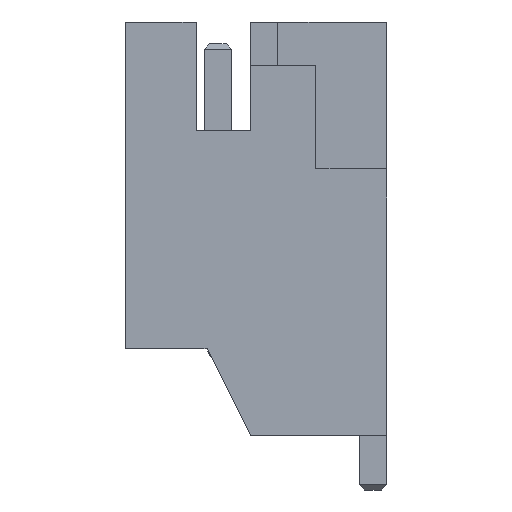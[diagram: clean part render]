
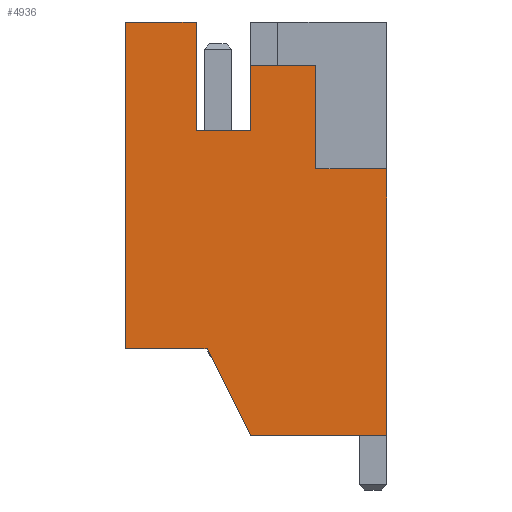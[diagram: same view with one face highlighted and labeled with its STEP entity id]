
A CAD part, left-side view. The second image highlights one B-rep face of the part: STEP entity #4936.
In plain terms, the highlighted planar face has unit normal (-1, 0, 0).
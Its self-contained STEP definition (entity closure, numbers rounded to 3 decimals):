
#150=FACE_OUTER_BOUND('',#426,.T.);
#426=EDGE_LOOP('',(#3333,#3334,#3335,#3336,#3337,#3338,#3339,#3340,#3341,
#3342,#3343,#3344));
#699=LINE('',#6878,#1367);
#703=LINE('',#6885,#1371);
#709=LINE('',#6899,#1377);
#734=LINE('',#6948,#1402);
#760=LINE('',#7000,#1428);
#766=LINE('',#7011,#1434);
#768=LINE('',#7015,#1436);
#770=LINE('',#7018,#1438);
#771=LINE('',#7022,#1439);
#772=LINE('',#7024,#1440);
#773=LINE('',#7026,#1441);
#774=LINE('',#7027,#1442);
#1367=VECTOR('',#5542,10.);
#1371=VECTOR('',#5548,10.);
#1377=VECTOR('',#5558,10.);
#1402=VECTOR('',#5593,10.);
#1428=VECTOR('',#5631,10.);
#1434=VECTOR('',#5639,10.);
#1436=VECTOR('',#5643,10.);
#1438=VECTOR('',#5647,10.);
#1439=VECTOR('',#5652,10.);
#1440=VECTOR('',#5653,10.);
#1441=VECTOR('',#5654,10.);
#1442=VECTOR('',#5655,10.);
#2035=VERTEX_POINT('',#6875);
#2036=VERTEX_POINT('',#6877);
#2038=VERTEX_POINT('',#6883);
#2044=VERTEX_POINT('',#6898);
#2063=VERTEX_POINT('',#6946);
#2082=VERTEX_POINT('',#6997);
#2083=VERTEX_POINT('',#6999);
#2087=VERTEX_POINT('',#7009);
#2088=VERTEX_POINT('',#7013);
#2089=VERTEX_POINT('',#7021);
#2090=VERTEX_POINT('',#7023);
#2091=VERTEX_POINT('',#7025);
#2499=EDGE_CURVE('',#2036,#2035,#699,.T.);
#2503=EDGE_CURVE('',#2035,#2038,#703,.T.);
#2509=EDGE_CURVE('',#2044,#2036,#709,.T.);
#2534=EDGE_CURVE('',#2038,#2063,#734,.T.);
#2560=EDGE_CURVE('',#2083,#2082,#760,.T.);
#2566=EDGE_CURVE('',#2082,#2087,#766,.T.);
#2568=EDGE_CURVE('',#2087,#2088,#768,.T.);
#2570=EDGE_CURVE('',#2088,#2044,#770,.T.);
#2571=EDGE_CURVE('',#2063,#2089,#771,.T.);
#2572=EDGE_CURVE('',#2089,#2090,#772,.T.);
#2573=EDGE_CURVE('',#2090,#2091,#773,.T.);
#2574=EDGE_CURVE('',#2091,#2083,#774,.T.);
#3333=ORIENTED_EDGE('',*,*,#2503,.T.);
#3334=ORIENTED_EDGE('',*,*,#2534,.T.);
#3335=ORIENTED_EDGE('',*,*,#2571,.T.);
#3336=ORIENTED_EDGE('',*,*,#2572,.T.);
#3337=ORIENTED_EDGE('',*,*,#2573,.T.);
#3338=ORIENTED_EDGE('',*,*,#2574,.T.);
#3339=ORIENTED_EDGE('',*,*,#2560,.T.);
#3340=ORIENTED_EDGE('',*,*,#2566,.T.);
#3341=ORIENTED_EDGE('',*,*,#2568,.T.);
#3342=ORIENTED_EDGE('',*,*,#2570,.T.);
#3343=ORIENTED_EDGE('',*,*,#2509,.T.);
#3344=ORIENTED_EDGE('',*,*,#2499,.T.);
#4688=PLANE('',#5223);
#4936=ADVANCED_FACE('',(#150),#4688,.T.);
#5223=AXIS2_PLACEMENT_3D('',#7020,#5650,#5651);
#5542=DIRECTION('',(0.,1.,0.));
#5548=DIRECTION('',(0.,0.,1.));
#5558=DIRECTION('',(0.,0.,-1.));
#5593=DIRECTION('',(0.,1.,0.));
#5631=DIRECTION('',(0.,0.,1.));
#5639=DIRECTION('',(0.,1.,0.));
#5643=DIRECTION('',(0.,0.,1.));
#5647=DIRECTION('',(0.,1.,0.));
#5650=DIRECTION('center_axis',(-1.,0.,0.));
#5651=DIRECTION('ref_axis',(0.,0.,1.));
#5652=DIRECTION('',(0.,0.,-1.));
#5653=DIRECTION('',(0.,-1.,0.));
#5654=DIRECTION('',(0.,-0.447,-0.894));
#5655=DIRECTION('',(0.,-1.,0.));
#6875=CARTESIAN_POINT('',(-8.95,3.5,-2.));
#6877=CARTESIAN_POINT('',(-8.95,2.5,-2.));
#6878=CARTESIAN_POINT('',(-8.95,2.95,-2.));
#6883=CARTESIAN_POINT('',(-8.95,3.5,0.));
#6885=CARTESIAN_POINT('',(-8.95,3.5,-1.5));
#6898=CARTESIAN_POINT('',(-8.95,2.5,-0.8));
#6899=CARTESIAN_POINT('',(-8.95,2.5,-2.5));
#6946=CARTESIAN_POINT('',(-8.95,4.8,0.));
#6948=CARTESIAN_POINT('',(-8.95,0.,0.));
#6997=CARTESIAN_POINT('',(-8.95,0.,-2.7));
#6999=CARTESIAN_POINT('',(-8.95,0.,-7.6));
#7000=CARTESIAN_POINT('',(-8.95,0.,-7.6));
#7009=CARTESIAN_POINT('',(-8.95,1.3,-2.7));
#7011=CARTESIAN_POINT('',(-8.95,1.85,-2.7));
#7013=CARTESIAN_POINT('',(-8.95,1.3,-0.8));
#7015=CARTESIAN_POINT('',(-8.95,1.3,-1.9));
#7018=CARTESIAN_POINT('',(-8.95,2.45,-0.8));
#7020=CARTESIAN_POINT('Origin',(-8.95,2.4,-3.));
#7021=CARTESIAN_POINT('',(-8.95,4.8,-6.));
#7022=CARTESIAN_POINT('',(-8.95,4.8,0.));
#7023=CARTESIAN_POINT('',(-8.95,3.3,-6.));
#7024=CARTESIAN_POINT('',(-8.95,4.8,-6.));
#7025=CARTESIAN_POINT('',(-8.95,2.5,-7.6));
#7026=CARTESIAN_POINT('',(-8.95,3.3,-6.));
#7027=CARTESIAN_POINT('',(-8.95,2.5,-7.6));
